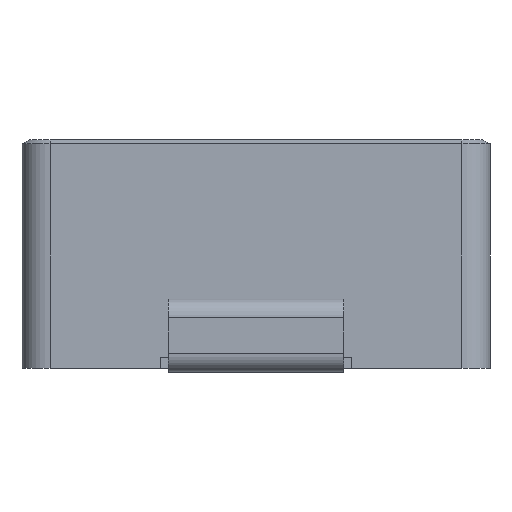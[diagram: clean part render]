
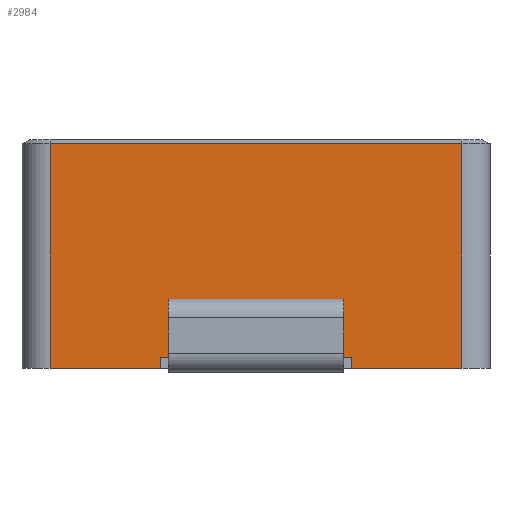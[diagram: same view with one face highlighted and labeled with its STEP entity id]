
A CAD part, left-side view. The second image highlights one B-rep face of the part: STEP entity #2984.
In plain terms, the highlighted planar face has unit normal (-1, 0, 0).
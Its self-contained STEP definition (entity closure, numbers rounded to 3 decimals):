
#386=ORIENTED_EDGE('',*,*,#910,.F.);
#387=ORIENTED_EDGE('',*,*,#911,.T.);
#388=ORIENTED_EDGE('',*,*,#912,.T.);
#389=ORIENTED_EDGE('',*,*,#913,.F.);
#390=ORIENTED_EDGE('',*,*,#914,.F.);
#391=ORIENTED_EDGE('',*,*,#915,.T.);
#392=ORIENTED_EDGE('',*,*,#889,.F.);
#393=ORIENTED_EDGE('',*,*,#882,.T.);
#394=ORIENTED_EDGE('',*,*,#891,.T.);
#395=ORIENTED_EDGE('',*,*,#916,.T.);
#396=ORIENTED_EDGE('',*,*,#917,.T.);
#397=ORIENTED_EDGE('',*,*,#918,.F.);
#882=EDGE_CURVE('',#1155,#1157,#1359,.T.);
#889=EDGE_CURVE('',#1155,#1161,#1364,.T.);
#891=EDGE_CURVE('',#1157,#1162,#1365,.T.);
#910=EDGE_CURVE('',#1176,#1177,#1381,.T.);
#911=EDGE_CURVE('',#1176,#1178,#1382,.T.);
#912=EDGE_CURVE('',#1178,#1179,#1383,.T.);
#913=EDGE_CURVE('',#1177,#1179,#1384,.T.);
#914=EDGE_CURVE('',#1180,#1181,#1385,.T.);
#915=EDGE_CURVE('',#1180,#1161,#1386,.T.);
#916=EDGE_CURVE('',#1162,#1182,#1387,.T.);
#917=EDGE_CURVE('',#1182,#1183,#1388,.T.);
#918=EDGE_CURVE('',#1181,#1183,#1389,.T.);
#1155=VERTEX_POINT('',#4636);
#1157=VERTEX_POINT('',#4644);
#1161=VERTEX_POINT('',#4660);
#1162=VERTEX_POINT('',#4664);
#1176=VERTEX_POINT('',#4702);
#1177=VERTEX_POINT('',#4703);
#1178=VERTEX_POINT('',#4705);
#1179=VERTEX_POINT('',#4707);
#1180=VERTEX_POINT('',#4710);
#1181=VERTEX_POINT('',#4711);
#1182=VERTEX_POINT('',#4714);
#1183=VERTEX_POINT('',#4716);
#1359=LINE('',#4645,#1607);
#1364=LINE('',#4659,#1612);
#1365=LINE('',#4663,#1613);
#1381=LINE('',#4701,#1629);
#1382=LINE('',#4704,#1630);
#1383=LINE('',#4706,#1631);
#1384=LINE('',#4708,#1632);
#1385=LINE('',#4709,#1633);
#1386=LINE('',#4712,#1634);
#1387=LINE('',#4713,#1635);
#1388=LINE('',#4715,#1636);
#1389=LINE('',#4717,#1637);
#1607=VECTOR('',#3388,1000.);
#1612=VECTOR('',#3405,1000.);
#1613=VECTOR('',#3410,1000.);
#1629=VECTOR('',#3442,1000.);
#1630=VECTOR('',#3443,1000.);
#1631=VECTOR('',#3444,1000.);
#1632=VECTOR('',#3445,1000.);
#1633=VECTOR('',#3446,1000.);
#1634=VECTOR('',#3447,1000.);
#1635=VECTOR('',#3448,1000.);
#1636=VECTOR('',#3449,1000.);
#1637=VECTOR('',#3450,1000.);
#1799=EDGE_LOOP('',(#386,#387,#388,#389));
#1800=EDGE_LOOP('',(#390,#391,#392,#393,#394,#395,#396,#397));
#1932=FACE_BOUND('',#1799,.T.);
#1933=FACE_BOUND('',#1800,.T.);
#2036=PLANE('',#3114);
#2984=ADVANCED_FACE('',(#1932,#1933),#2036,.F.);
#3114=AXIS2_PLACEMENT_3D('',#4700,#3440,#3441);
#3388=DIRECTION('',(0.,1.,0.));
#3405=DIRECTION('',(0.,0.,-1.));
#3410=DIRECTION('',(0.,0.,-1.));
#3440=DIRECTION('',(1.,0.,0.));
#3441=DIRECTION('',(0.,0.,-1.));
#3442=DIRECTION('',(0.,-1.,0.));
#3443=DIRECTION('',(0.,0.,1.));
#3444=DIRECTION('',(0.,-1.,0.));
#3445=DIRECTION('',(0.,0.,1.));
#3446=DIRECTION('',(0.,0.,1.));
#3447=DIRECTION('',(0.,-1.,0.));
#3448=DIRECTION('',(0.,-1.,0.));
#3449=DIRECTION('',(0.,0.,1.));
#3450=DIRECTION('',(0.,1.,0.));
#4636=CARTESIAN_POINT('',(-6.25,-5.5,6.));
#4644=CARTESIAN_POINT('',(-6.25,5.5,6.));
#4645=CARTESIAN_POINT('',(-6.25,5.5,6.));
#4659=CARTESIAN_POINT('',(-6.25,-5.5,6.1));
#4660=CARTESIAN_POINT('',(-6.25,-5.5,0.));
#4663=CARTESIAN_POINT('',(-6.25,5.5,6.1));
#4664=CARTESIAN_POINT('',(-6.25,5.5,0.));
#4700=CARTESIAN_POINT('',(-6.25,6.25,6.1));
#4701=CARTESIAN_POINT('',(-6.25,2.35,1.55));
#4702=CARTESIAN_POINT('',(-6.25,2.35,1.55));
#4703=CARTESIAN_POINT('',(-6.25,-2.35,1.55));
#4704=CARTESIAN_POINT('',(-6.25,2.35,6.1));
#4705=CARTESIAN_POINT('',(-6.25,2.35,1.85));
#4706=CARTESIAN_POINT('',(-6.25,6.25,1.85));
#4707=CARTESIAN_POINT('',(-6.25,-2.35,1.85));
#4708=CARTESIAN_POINT('',(-6.25,-2.35,6.1));
#4709=CARTESIAN_POINT('',(-6.25,-2.55,-18.401));
#4710=CARTESIAN_POINT('',(-6.25,-2.55,0.));
#4711=CARTESIAN_POINT('',(-6.25,-2.55,0.3));
#4712=CARTESIAN_POINT('',(-6.25,6.25,0.));
#4713=CARTESIAN_POINT('',(-6.25,6.25,0.));
#4714=CARTESIAN_POINT('',(-6.25,2.55,0.));
#4715=CARTESIAN_POINT('',(-6.25,2.55,-18.401));
#4716=CARTESIAN_POINT('',(-6.25,2.55,0.3));
#4717=CARTESIAN_POINT('',(-6.25,-2.55,0.3));
